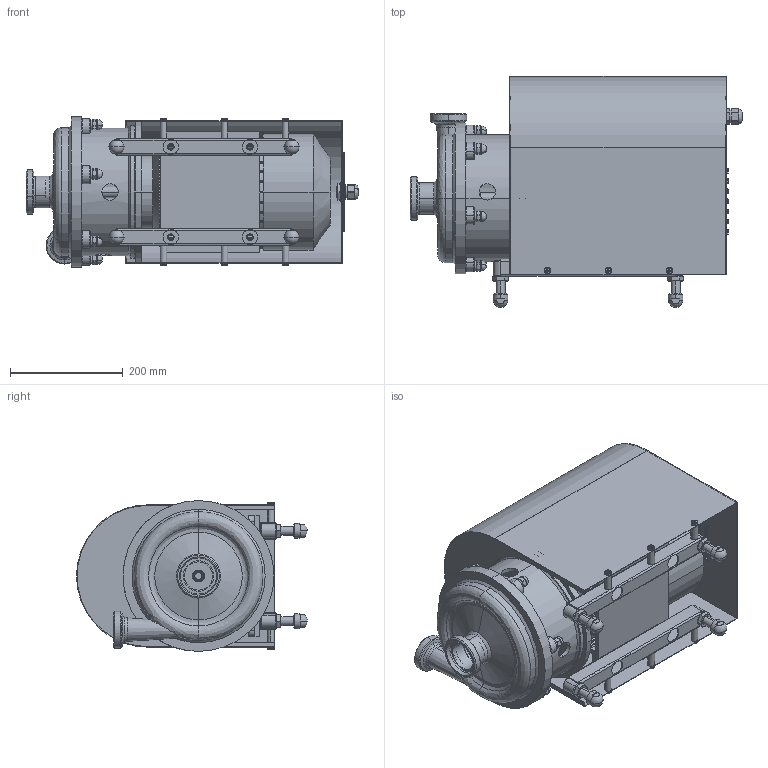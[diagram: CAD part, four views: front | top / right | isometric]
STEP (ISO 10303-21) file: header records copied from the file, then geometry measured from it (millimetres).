
FILE_DESCRIPTION (( 'STEP AP203' ), '1' );
FILE_NAME ('GH25 - 4kW.STEP', '2018-01-04T11:58:53', ( 'User' ), ( '' ), 'SwSTEP 2.0', 'SolidWorks 2010', '' );
FILE_SCHEMA (( 'CONFIG_CONTROL_DESIGN' ));
Products named in the file (1): GH25 - 4kW
Bounding box: 587.8 x 409 x 267 mm (x, y, z)
Surface area: 1940965.6 mm2 (no closed solid volume)
Topology: 0 solids, 63 shells, 1466 faces, 3948 edges, 2533 vertices
Faces by surface type: cylinder 547, plane 541, cone 286, torus 46, sphere 28, bspline 18
Entity records: 55503 total; most frequent: CARTESIAN_POINT 19193, DIRECTION 7669, ORIENTED_EDGE 7388, EDGE_CURVE 3896, AXIS2_PLACEMENT_3D 2996, VERTEX_POINT 2533, VECTOR 1677, LINE 1677
